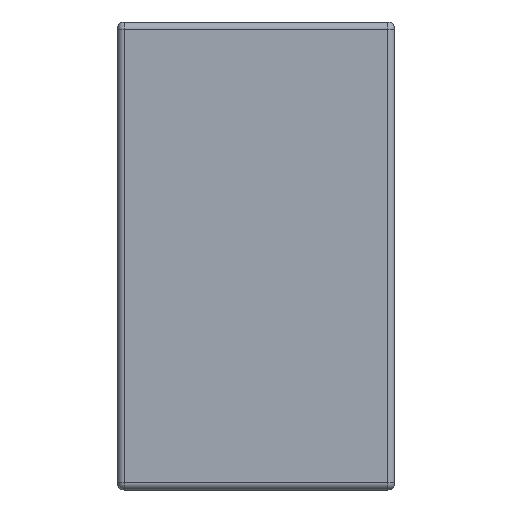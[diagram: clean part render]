
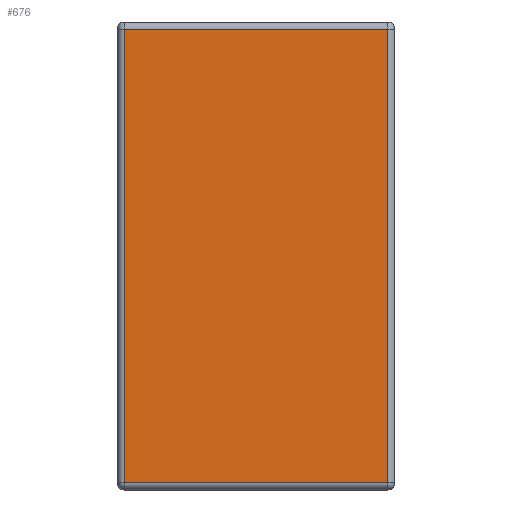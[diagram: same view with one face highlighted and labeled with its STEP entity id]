
A CAD part, left-side view. The second image highlights one B-rep face of the part: STEP entity #676.
In plain terms, the highlighted planar face has unit normal (-1, 0, 0).
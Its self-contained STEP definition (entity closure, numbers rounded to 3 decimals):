
#13 = DIRECTION ( 'NONE',  ( 0., 0., 1. ) ) ;
#14 = VECTOR ( 'NONE', #13, 1000. ) ;
#15 = CARTESIAN_POINT ( 'NONE',  ( -2.25, 0.05, 1.6 ) ) ;
#16 = LINE ( 'NONE', #15, #14 ) ;
#18 = CARTESIAN_POINT ( 'NONE',  ( -2.25, 0.05, -1.55 ) ) ;
#19 = DIRECTION ( 'NONE',  ( 0., -1., 0. ) ) ;
#20 = VECTOR ( 'NONE', #19, 1000. ) ;
#21 = CARTESIAN_POINT ( 'NONE',  ( -2.25, 1.9, -1.55 ) ) ;
#22 = LINE ( 'NONE', #21, #20 ) ;
#23 = CARTESIAN_POINT ( 'NONE',  ( -2.25, 1.85, -1.55 ) ) ;
#24 = DIRECTION ( 'NONE',  ( 0., 0., -1. ) ) ;
#25 = VECTOR ( 'NONE', #24, 1000. ) ;
#26 = CARTESIAN_POINT ( 'NONE',  ( -2.25, 1.85, 1.6 ) ) ;
#27 = LINE ( 'NONE', #26, #25 ) ;
#28 = CARTESIAN_POINT ( 'NONE',  ( -2.25, 1.85, 1.55 ) ) ;
#29 = CARTESIAN_POINT ( 'NONE',  ( -2.25, 0.05, 1.55 ) ) ;
#30 = DIRECTION ( 'NONE',  ( 0., 1., 0. ) ) ;
#31 = VECTOR ( 'NONE', #30, 1000. ) ;
#32 = CARTESIAN_POINT ( 'NONE',  ( -2.25, 1.9, 1.55 ) ) ;
#33 = LINE ( 'NONE', #32, #31 ) ;
#676 = ADVANCED_FACE ( 'NONE', ( #1463 ), #1503, .F. ) ;
#677 = EDGE_LOOP ( 'NONE', ( #727, #731, #734, #737 ) ) ;
#727 = ORIENTED_EDGE ( 'NONE', *, *, #728, .T. ) ;
#728 = EDGE_CURVE ( 'NONE', #729, #730, #33, .T. ) ;
#729 = VERTEX_POINT ( 'NONE', #29 ) ;
#730 = VERTEX_POINT ( 'NONE', #28 ) ;
#731 = ORIENTED_EDGE ( 'NONE', *, *, #732, .T. ) ;
#732 = EDGE_CURVE ( 'NONE', #730, #733, #27, .T. ) ;
#733 = VERTEX_POINT ( 'NONE', #23 ) ;
#734 = ORIENTED_EDGE ( 'NONE', *, *, #735, .T. ) ;
#735 = EDGE_CURVE ( 'NONE', #733, #736, #22, .T. ) ;
#736 = VERTEX_POINT ( 'NONE', #18 ) ;
#737 = ORIENTED_EDGE ( 'NONE', *, *, #738, .T. ) ;
#738 = EDGE_CURVE ( 'NONE', #736, #729, #16, .T. ) ;
#1463 = FACE_OUTER_BOUND ( 'NONE', #677, .T. ) ;
#1499 = DIRECTION ( 'NONE',  ( 0., 0., -1. ) ) ;
#1500 = DIRECTION ( 'NONE',  ( 1., 0., 0. ) ) ;
#1501 = CARTESIAN_POINT ( 'NONE',  ( -2.25, 1.9, 1.6 ) ) ;
#1502 = AXIS2_PLACEMENT_3D ( 'NONE', #1501, #1500, #1499 ) ;
#1503 = PLANE ( 'NONE',  #1502 ) ;
